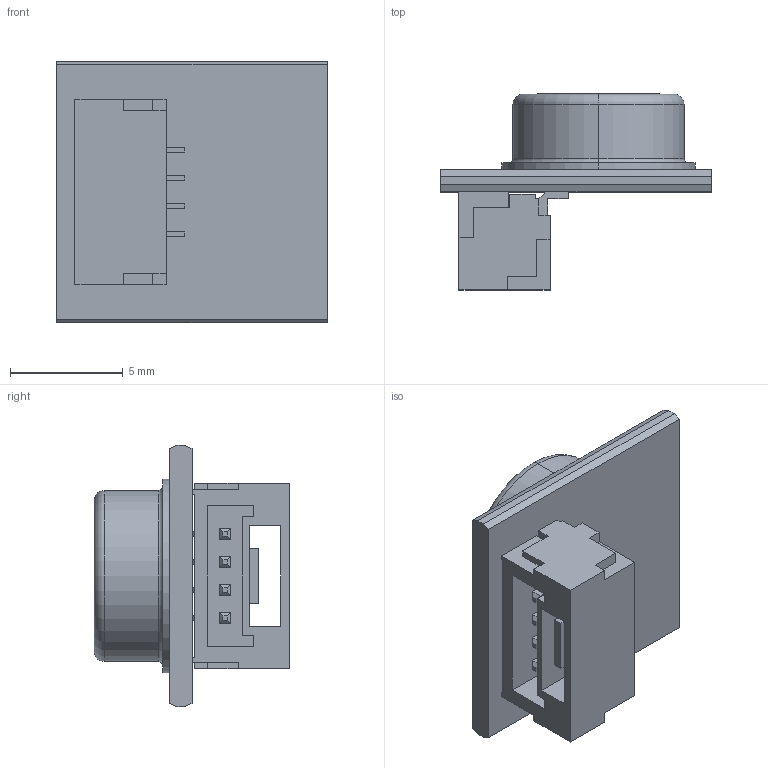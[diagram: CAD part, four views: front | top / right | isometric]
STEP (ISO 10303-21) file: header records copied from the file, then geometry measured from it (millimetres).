
FILE_DESCRIPTION (( 'STEP AP214' ), '1' );
FILE_NAME ('TS2_Assy_fov25_ŠOŠÏ—p.STEP', '2022-12-15T07:52:58', ( '' ), ( '' ), 'SwSTEP 2.0', 'SolidWorks 2021', '' );
FILE_SCHEMA (( 'AUTOMOTIVE_DESIGN' ));
Length unit declared in the file: millimetre
Products named in the file (1): TS2_Assy_fov25_外観用
Bounding box: 12 x 8.7 x 11.6 mm (x, y, z)
Volume: 363.4 mm3; surface area: 686.4 mm2
Topology: 1 solids, 2 shells, 161 faces, 416 edges, 264 vertices
Faces by surface type: plane 139, torus 16, cylinder 6
Entity records: 6627 total; most frequent: CARTESIAN_POINT 842, ORIENTED_EDGE 832, DIRECTION 786, EDGE_CURVE 416, LINE 370, VECTOR 370, VERTEX_POINT 264, AXIS2_PLACEMENT_3D 208
